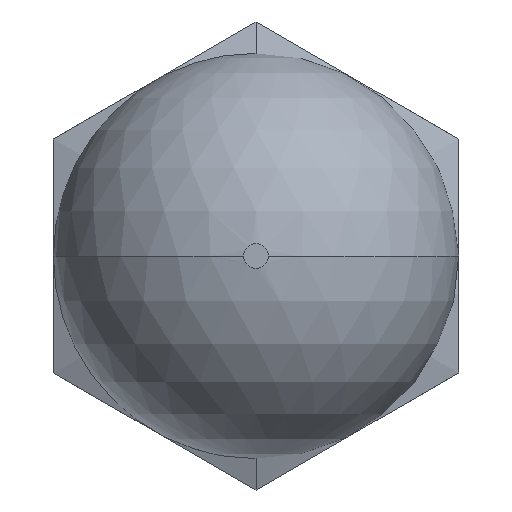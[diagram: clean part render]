
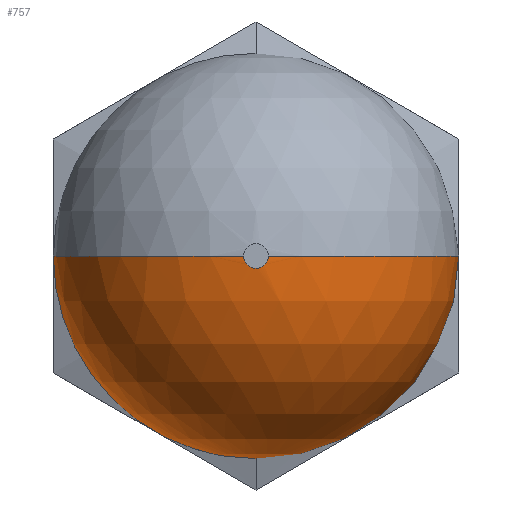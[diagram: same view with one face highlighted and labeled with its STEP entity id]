
A CAD part, front view. The second image highlights one B-rep face of the part: STEP entity #757.
In plain terms, the highlighted spherical face has radius 11 mm.
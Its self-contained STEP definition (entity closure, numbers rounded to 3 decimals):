
#13 = EDGE_CURVE ( 'NONE', #436, #398, #903, .T. ) ;
#57 = AXIS2_PLACEMENT_3D ( 'NONE', #562, #698, #418 ) ;
#72 = EDGE_CURVE ( 'NONE', #754, #814, #329, .T. ) ;
#183 = AXIS2_PLACEMENT_3D ( 'NONE', #378, #376, #373 ) ;
#206 = AXIS2_PLACEMENT_3D ( 'NONE', #460, #457, #448 ) ;
#224 = AXIS2_PLACEMENT_3D ( 'NONE', #549, #547, #545 ) ;
#293 = DIRECTION ( 'NONE',  ( 0., 0., 1. ) ) ;
#299 = CARTESIAN_POINT ( 'NONE',  ( 0., -13., 0. ) ) ;
#317 = DIRECTION ( 'NONE',  ( 0., 1., 0. ) ) ;
#329 = CIRCLE ( 'NONE', #463, 7.5 ) ;
#373 = DIRECTION ( 'NONE',  ( -1., 0., 0. ) ) ;
#376 = DIRECTION ( 'NONE',  ( 0., 0., -1. ) ) ;
#378 = CARTESIAN_POINT ( 'NONE',  ( 0., -21.047, 0. ) ) ;
#385 = VERTEX_POINT ( 'NONE', #1009 ) ;
#386 = ORIENTED_EDGE ( 'NONE', *, *, #573, .F. ) ;
#398 = VERTEX_POINT ( 'NONE', #977 ) ;
#418 = DIRECTION ( 'NONE',  ( -1., 0., 0. ) ) ;
#430 = DIRECTION ( 'NONE',  ( 0., 1., 0. ) ) ;
#436 = VERTEX_POINT ( 'NONE', #802 ) ;
#441 = ORIENTED_EDGE ( 'NONE', *, *, #72, .F. ) ;
#448 = DIRECTION ( 'NONE',  ( 1., 0., 0. ) ) ;
#457 = DIRECTION ( 'NONE',  ( 0., 0., 1. ) ) ;
#460 = CARTESIAN_POINT ( 'NONE',  ( 0., -21.047, 0. ) ) ;
#463 = AXIS2_PLACEMENT_3D ( 'NONE', #299, #317, #293 ) ;
#471 = AXIS2_PLACEMENT_3D ( 'NONE', #556, #430, #523 ) ;
#511 = EDGE_LOOP ( 'NONE', ( #386, #995, #609, #441, #1039 ) ) ;
#523 = DIRECTION ( 'NONE',  ( 0., 0., 1. ) ) ;
#533 = EDGE_CURVE ( 'NONE', #385, #754, #1023, .T. ) ;
#545 = DIRECTION ( 'NONE',  ( 0., 0., 1. ) ) ;
#547 = DIRECTION ( 'NONE',  ( 0., 1., 0. ) ) ;
#549 = CARTESIAN_POINT ( 'NONE',  ( 0., -13., 0. ) ) ;
#556 = CARTESIAN_POINT ( 'NONE',  ( 0., -32.027, 0. ) ) ;
#562 = CARTESIAN_POINT ( 'NONE',  ( 0., -21.047, 0. ) ) ;
#573 = EDGE_CURVE ( 'NONE', #436, #385, #990, .T. ) ;
#588 = EDGE_CURVE ( 'NONE', #398, #814, #989, .T. ) ;
#609 = ORIENTED_EDGE ( 'NONE', *, *, #588, .T. ) ;
#652 = CARTESIAN_POINT ( 'NONE',  ( 0., -13., -7.5 ) ) ;
#698 = DIRECTION ( 'NONE',  ( 0., 0., 1. ) ) ;
#754 = VERTEX_POINT ( 'NONE', #652 ) ;
#757 = ADVANCED_FACE ( 'NONE', ( #883 ), #875, .T. ) ;
#802 = CARTESIAN_POINT ( 'NONE',  ( 0.663, -32.027, 0. ) ) ;
#814 = VERTEX_POINT ( 'NONE', #825 ) ;
#825 = CARTESIAN_POINT ( 'NONE',  ( -7.5, -13., 0. ) ) ;
#875 = SPHERICAL_SURFACE ( 'NONE', #57, 11. ) ;
#883 = FACE_OUTER_BOUND ( 'NONE', #511, .T. ) ;
#903 = CIRCLE ( 'NONE', #471, 0.663 ) ;
#977 = CARTESIAN_POINT ( 'NONE',  ( -0.663, -32.027, 0. ) ) ;
#989 = CIRCLE ( 'NONE', #183, 11. ) ;
#990 = CIRCLE ( 'NONE', #206, 11. ) ;
#995 = ORIENTED_EDGE ( 'NONE', *, *, #13, .T. ) ;
#1009 = CARTESIAN_POINT ( 'NONE',  ( 7.5, -13., 0. ) ) ;
#1023 = CIRCLE ( 'NONE', #224, 7.5 ) ;
#1039 = ORIENTED_EDGE ( 'NONE', *, *, #533, .F. ) ;
